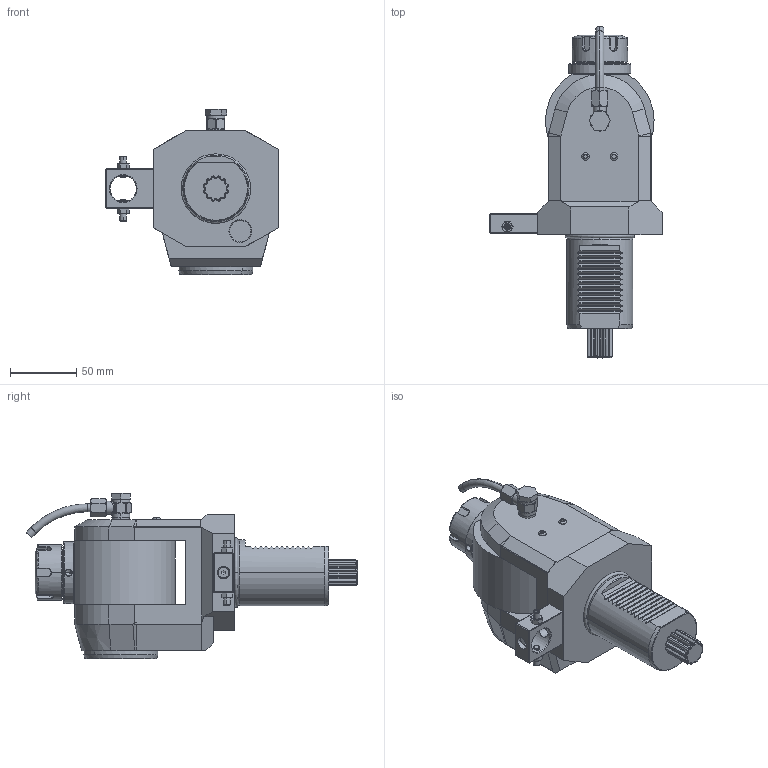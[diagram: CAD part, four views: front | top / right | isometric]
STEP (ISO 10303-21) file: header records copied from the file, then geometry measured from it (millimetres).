
FILE_DESCRIPTION((''),'2;1');
FILE_NAME('NGT1_50_511_25_1_2','2023-05-08T',('vali'),('NOVA GRUP'),'PRO/ENGINEER BY PARAMETRIC TECHNOLOGY CORPORATION, 2010280','PRO/ENGINEER BY PARAMETRIC TECHNOLOGY CORPORATION, 2010280','');
FILE_SCHEMA(('CONFIG_CONTROL_DESIGN'));
Length unit declared in the file: millimetre
Products named in the file (1): NGT1_50_511_25_1_2
Bounding box: 130 x 250.67 x 124.9 mm (x, y, z)
Volume: 1013466.2 mm3; surface area: 91578.3 mm2
Topology: 1 solids, 2 shells, 659 faces, 1681 edges, 1035 vertices
Faces by surface type: plane 261, cylinder 184, cone 95, bspline 82, torus 37
Entity records: 29435 total; most frequent: CARTESIAN_POINT 14552, ORIENTED_EDGE 3318, DIRECTION 2716, EDGE_CURVE 1659, VERTEX_POINT 1035, AXIS2_PLACEMENT_3D 964, VECTOR 788, LINE 788
